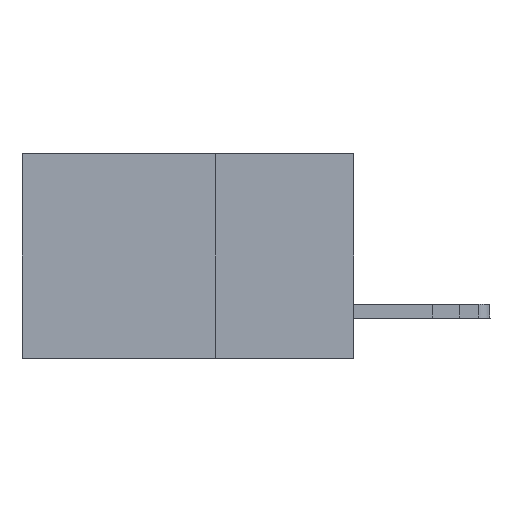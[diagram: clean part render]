
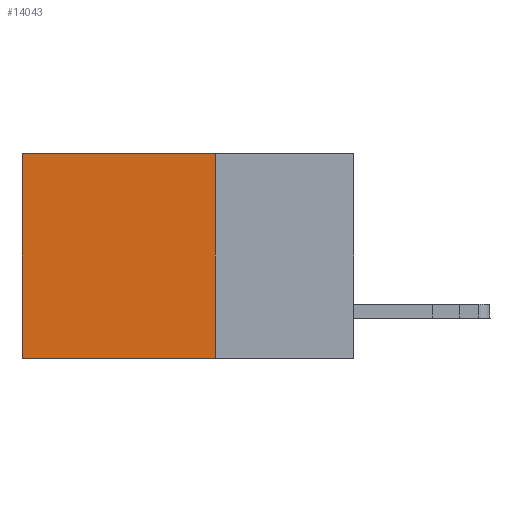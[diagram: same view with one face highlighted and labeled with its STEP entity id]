
A CAD part, left-side view. The second image highlights one B-rep face of the part: STEP entity #14043.
In plain terms, the highlighted planar face has unit normal (-1, 0, 0).
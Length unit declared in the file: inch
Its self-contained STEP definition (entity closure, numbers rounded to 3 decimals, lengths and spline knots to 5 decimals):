
#1359 = CARTESIAN_POINT ( 'NONE',  ( 0.2875, 0.25, -0.37 ) ) ;
#1471 = DIRECTION ( 'NONE',  ( 0., 0., -1. ) ) ;
#1591 = VECTOR ( 'NONE', #9247, 39.37008 ) ;
#1648 = VECTOR ( 'NONE', #27320, 39.37008 ) ;
#2006 = DIRECTION ( 'NONE',  ( 1., 0., 0. ) ) ;
#3905 = ORIENTED_EDGE ( 'NONE', *, *, #24801, .T. ) ;
#4027 = DIRECTION ( 'NONE',  ( 0., 1., 0. ) ) ;
#4877 = CARTESIAN_POINT ( 'NONE',  ( 0.2875, 0.25, 0. ) ) ;
#7167 = EDGE_CURVE ( 'NONE', #9869, #15133, #27424, .T. ) ;
#7290 = ORIENTED_EDGE ( 'NONE', *, *, #7167, .F. ) ;
#7645 = LINE ( 'NONE', #27026, #1591 ) ;
#8613 = CARTESIAN_POINT ( 'NONE',  ( 0.2875, 0.25, -0.37 ) ) ;
#9247 = DIRECTION ( 'NONE',  ( 0., 0., -1. ) ) ;
#9869 = VERTEX_POINT ( 'NONE', #28376 ) ;
#10700 = VERTEX_POINT ( 'NONE', #26934 ) ;
#12464 = CARTESIAN_POINT ( 'NONE',  ( 0.2875, 0.6, 0. ) ) ;
#14043 = ADVANCED_FACE ( 'NONE', ( #20722 ), #24425, .F. ) ;
#15083 = VERTEX_POINT ( 'NONE', #12464 ) ;
#15133 = VERTEX_POINT ( 'NONE', #1359 ) ;
#15260 = EDGE_CURVE ( 'NONE', #15133, #10700, #16770, .T. ) ;
#15535 = CARTESIAN_POINT ( 'NONE',  ( 0.2875, 0.25, 0. ) ) ;
#16678 = EDGE_LOOP ( 'NONE', ( #3905, #18002, #7290, #27890 ) ) ;
#16770 = LINE ( 'NONE', #8613, #22025 ) ;
#16940 = VECTOR ( 'NONE', #1471, 39.37008 ) ;
#17758 = DIRECTION ( 'NONE',  ( 0., 0., -1. ) ) ;
#18002 = ORIENTED_EDGE ( 'NONE', *, *, #15260, .F. ) ;
#19203 = EDGE_CURVE ( 'NONE', #9869, #15083, #20345, .T. ) ;
#20345 = LINE ( 'NONE', #4877, #1648 ) ;
#20722 = FACE_OUTER_BOUND ( 'NONE', #16678, .T. ) ;
#21641 = CARTESIAN_POINT ( 'NONE',  ( 0.2875, 0.25, 0. ) ) ;
#22025 = VECTOR ( 'NONE', #4027, 39.37008 ) ;
#24425 = PLANE ( 'NONE',  #28203 ) ;
#24801 = EDGE_CURVE ( 'NONE', #15083, #10700, #7645, .T. ) ;
#26934 = CARTESIAN_POINT ( 'NONE',  ( 0.2875, 0.6, -0.37 ) ) ;
#27026 = CARTESIAN_POINT ( 'NONE',  ( 0.2875, 0.6, 0. ) ) ;
#27320 = DIRECTION ( 'NONE',  ( 0., 1., 0. ) ) ;
#27424 = LINE ( 'NONE', #21641, #16940 ) ;
#27890 = ORIENTED_EDGE ( 'NONE', *, *, #19203, .T. ) ;
#28203 = AXIS2_PLACEMENT_3D ( 'NONE', #15535, #2006, #17758 ) ;
#28376 = CARTESIAN_POINT ( 'NONE',  ( 0.2875, 0.25, 0. ) ) ;
